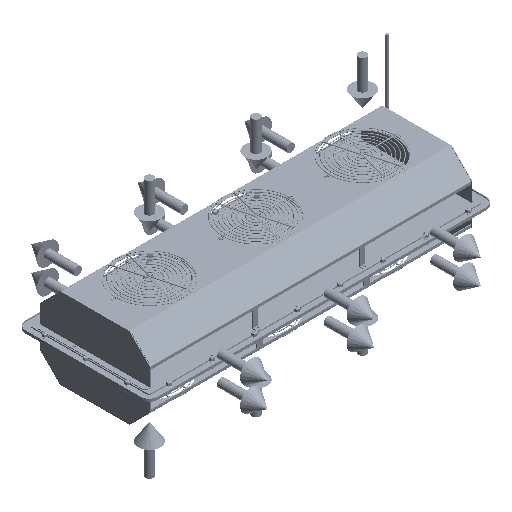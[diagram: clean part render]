
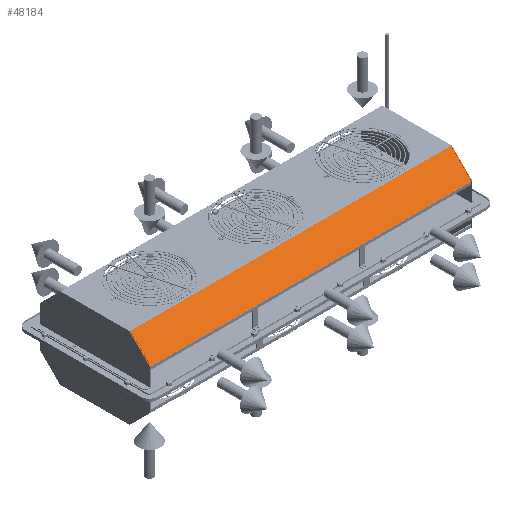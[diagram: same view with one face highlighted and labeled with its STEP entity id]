
A CAD part, isometric view. The second image highlights one B-rep face of the part: STEP entity #48184.
In plain terms, the highlighted planar face has unit normal (0, -0.707, 0.707).
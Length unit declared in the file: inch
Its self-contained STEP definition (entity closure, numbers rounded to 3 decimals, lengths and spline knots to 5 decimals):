
#436 = ORIENTED_EDGE ( 'NONE', *, *, #36725, .F. ) ;
#564 = CARTESIAN_POINT ( 'NONE',  ( -7.24641, 13.96418, 29.54456 ) ) ;
#599 = FACE_OUTER_BOUND ( 'NONE', #39462, .T. ) ;
#719 = CARTESIAN_POINT ( 'NONE',  ( -7.16391, 13.98612, 29.5665 ) ) ;
#891 = VERTEX_POINT ( 'NONE', #34947 ) ;
#1285 = CARTESIAN_POINT ( 'NONE',  ( -7.68391, 12.11112, 27.6915 ) ) ;
#1352 = LINE ( 'NONE', #1285, #53823 ) ;
#2201 = CARTESIAN_POINT ( 'NONE',  ( -7.16391, 13.92362, 29.504 ) ) ;
#2493 = DIRECTION ( 'NONE',  ( 0., -0.707, -0.707 ) ) ;
#2821 = ORIENTED_EDGE ( 'NONE', *, *, #25894, .F. ) ;
#3754 = EDGE_CURVE ( 'NONE', #61704, #47502, #29009, .T. ) ;
#4409 = EDGE_CURVE ( 'NONE', #11293, #9806, #63518, .T. ) ;
#4841 = CARTESIAN_POINT ( 'NONE',  ( -7.68391, 12.11112, 27.6915 ) ) ;
#7221 = ORIENTED_EDGE ( 'NONE', *, *, #43014, .F. ) ;
#7257 = EDGE_CURVE ( 'NONE', #29751, #62048, #27474, .T. ) ;
#7723 = CARTESIAN_POINT ( 'NONE',  ( 21.87959, 12.11991, 27.70029 ) ) ;
#8136 = LINE ( 'NONE', #4841, #51681 ) ;
#8612 = VERTEX_POINT ( 'NONE', #19967 ) ;
#9324 = EDGE_CURVE ( 'NONE', #8612, #33409, #28883, .T. ) ;
#9806 = VERTEX_POINT ( 'NONE', #15285 ) ;
#9910 = CARTESIAN_POINT ( 'NONE',  ( -7.23763, 13.97733, 29.55771 ) ) ;
#10807 = CARTESIAN_POINT ( 'NONE',  ( -7.24641, 12.11112, 27.6915 ) ) ;
#11293 = VERTEX_POINT ( 'NONE', #2201 ) ;
#11363 = LINE ( 'NONE', #719, #24623 ) ;
#11760 = VERTEX_POINT ( 'NONE', #9910 ) ;
#12133 = EDGE_CURVE ( 'NONE', #19980, #11760, #68657, .T. ) ;
#12248 = VECTOR ( 'NONE', #28171, 39.37008 ) ;
#12267 = VECTOR ( 'NONE', #37810, 39.37008 ) ;
#12435 = VECTOR ( 'NONE', #23873, 39.37008 ) ;
#13171 = ORIENTED_EDGE ( 'NONE', *, *, #35064, .T. ) ;
#14142 = CARTESIAN_POINT ( 'NONE',  ( -7.16391, 12.11991, 27.70029 ) ) ;
#14970 = CARTESIAN_POINT ( 'NONE',  ( -7.18391, 11.26737, 26.84775 ) ) ;
#15285 = CARTESIAN_POINT ( 'NONE',  ( -7.18391, 13.92362, 29.504 ) ) ;
#15573 = VECTOR ( 'NONE', #57748, 39.37008 ) ;
#15604 = ORIENTED_EDGE ( 'NONE', *, *, #38347, .T. ) ;
#16638 = VECTOR ( 'NONE', #20658, 39.37008 ) ;
#17192 = CARTESIAN_POINT ( 'NONE',  ( -7.23763, 13.97733, 29.55771 ) ) ;
#17221 = CARTESIAN_POINT ( 'NONE',  ( -7.68391, 13.98612, 29.5665 ) ) ;
#18247 = DIRECTION ( 'NONE',  ( -1., 0., 0. ) ) ;
#18437 = ORIENTED_EDGE ( 'NONE', *, *, #12133, .T. ) ;
#19967 = CARTESIAN_POINT ( 'NONE',  ( 21.89959, 13.92362, 29.504 ) ) ;
#19980 = VERTEX_POINT ( 'NONE', #68330 ) ;
#20291 = CARTESIAN_POINT ( 'NONE',  ( 21.96209, 13.95612, 29.5365 ) ) ;
#20658 = DIRECTION ( 'NONE',  ( 0., -0.707, -0.707 ) ) ;
#20882 = ORIENTED_EDGE ( 'NONE', *, *, #37888, .T. ) ;
#22917 = DIRECTION ( 'NONE',  ( 0., 0.707, 0.707 ) ) ;
#23873 = DIRECTION ( 'NONE',  ( 0., 0.707, 0.707 ) ) ;
#24119 = CARTESIAN_POINT ( 'NONE',  ( -7.24641, 13.04862, 28.629 ) ) ;
#24623 = VECTOR ( 'NONE', #40478, 39.37008 ) ;
#25304 = CARTESIAN_POINT ( 'NONE',  ( 21.96209, 12.11112, 27.6915 ) ) ;
#25894 = EDGE_CURVE ( 'NONE', #891, #8612, #57539, .T. ) ;
#26080 = DIRECTION ( 'NONE',  ( -1., 0., 0. ) ) ;
#26825 = CARTESIAN_POINT ( 'NONE',  ( 21.96209, 13.96418, 29.54456 ) ) ;
#27474 = LINE ( 'NONE', #24119, #12435 ) ;
#28171 = DIRECTION ( 'NONE',  ( 0., 0.707, 0.707 ) ) ;
#28883 = LINE ( 'NONE', #67664, #15573 ) ;
#29009 = LINE ( 'NONE', #64904, #57463 ) ;
#29433 = CARTESIAN_POINT ( 'NONE',  ( -7.68391, 13.97733, 29.55771 ) ) ;
#29751 = VERTEX_POINT ( 'NONE', #10807 ) ;
#31664 = ORIENTED_EDGE ( 'NONE', *, *, #7257, .F. ) ;
#31724 = LINE ( 'NONE', #14970, #16638 ) ;
#31985 = EDGE_CURVE ( 'NONE', #33409, #47502, #61226, .T. ) ;
#32524 = CARTESIAN_POINT ( 'NONE',  ( 21.9533, 13.97733, 29.55771 ) ) ;
#32779 = VECTOR ( 'NONE', #2493, 39.37008 ) ;
#33185 = CARTESIAN_POINT ( 'NONE',  ( -7.24641, 13.95612, 29.5365 ) ) ;
#33269 = VECTOR ( 'NONE', #26080, 39.37008 ) ;
#33409 = VERTEX_POINT ( 'NONE', #56239 ) ;
#33989 = EDGE_CURVE ( 'NONE', #56887, #19980, #69450, .T. ) ;
#34947 = CARTESIAN_POINT ( 'NONE',  ( 21.89959, 12.11112, 27.6915 ) ) ;
#35064 = EDGE_CURVE ( 'NONE', #29751, #68541, #8136, .T. ) ;
#36725 = EDGE_CURVE ( 'NONE', #61704, #11293, #11363, .T. ) ;
#37022 = ORIENTED_EDGE ( 'NONE', *, *, #66741, .T. ) ;
#37810 = DIRECTION ( 'NONE',  ( 0., 0.707, 0.707 ) ) ;
#37888 = EDGE_CURVE ( 'NONE', #891, #58363, #1352, .T. ) ;
#38041 = CARTESIAN_POINT ( 'NONE',  ( 21.96209, 13.95612, 29.5365 ) ) ;
#38347 = EDGE_CURVE ( 'NONE', #11760, #62048, #61362, .T. ) ;
#39030 = ORIENTED_EDGE ( 'NONE', *, *, #9324, .F. ) ;
#39462 = EDGE_LOOP ( 'NONE', ( #436, #44485, #45957, #39030, #2821, #20882, #37022, #56364, #18437, #15604, #31664, #13171, #7221, #48430 ) ) ;
#40315 = CARTESIAN_POINT ( 'NONE',  ( -7.24641, 13.95612, 29.5365 ) ) ;
#40478 = DIRECTION ( 'NONE',  ( 0., 0.707, 0.707 ) ) ;
#42468 = LINE ( 'NONE', #71852, #12267 ) ;
#43014 = EDGE_CURVE ( 'NONE', #9806, #68541, #31724, .T. ) ;
#44485 = ORIENTED_EDGE ( 'NONE', *, *, #3754, .T. ) ;
#45765 = CARTESIAN_POINT ( 'NONE',  ( -7.24333, 13.97163, 29.55201 ) ) ;
#45937 = DIRECTION ( 'NONE',  ( 1., 0., 0. ) ) ;
#45957 = ORIENTED_EDGE ( 'NONE', *, *, #31985, .F. ) ;
#47502 = VERTEX_POINT ( 'NONE', #7723 ) ;
#47716 = CARTESIAN_POINT ( 'NONE',  ( 21.87959, 13.98612, 29.5665 ) ) ;
#48184 = ADVANCED_FACE ( 'NONE', ( #599 ), #56728, .F. ) ;
#48430 = ORIENTED_EDGE ( 'NONE', *, *, #4409, .F. ) ;
#51681 = VECTOR ( 'NONE', #56471, 39.37008 ) ;
#53823 = VECTOR ( 'NONE', #45937, 39.37008 ) ;
#55344 = VECTOR ( 'NONE', #18247, 39.37008 ) ;
#56239 = CARTESIAN_POINT ( 'NONE',  ( 21.87959, 13.92362, 29.504 ) ) ;
#56364 = ORIENTED_EDGE ( 'NONE', *, *, #33989, .T. ) ;
#56471 = DIRECTION ( 'NONE',  ( 1., 0., 0. ) ) ;
#56511 = CARTESIAN_POINT ( 'NONE',  ( 21.89959, 13.01737, 28.59775 ) ) ;
#56728 = PLANE ( 'NONE',  #57995 ) ;
#56887 = VERTEX_POINT ( 'NONE', #20291 ) ;
#56978 = DIRECTION ( 'NONE',  ( 0., 0.707, -0.707 ) ) ;
#57463 = VECTOR ( 'NONE', #59466, 39.37008 ) ;
#57539 = LINE ( 'NONE', #56511, #12248 ) ;
#57748 = DIRECTION ( 'NONE',  ( -1., 0., 0. ) ) ;
#57995 = AXIS2_PLACEMENT_3D ( 'NONE', #17221, #56978, #22917 ) ;
#58363 = VERTEX_POINT ( 'NONE', #25304 ) ;
#58848 = CARTESIAN_POINT ( 'NONE',  ( -7.18391, 12.11112, 27.6915 ) ) ;
#59466 = DIRECTION ( 'NONE',  ( 1., 0., 0. ) ) ;
#60158 = CARTESIAN_POINT ( 'NONE',  ( -7.18391, 13.92362, 29.504 ) ) ;
#61226 = LINE ( 'NONE', #47716, #32779 ) ;
#61362 =( BOUNDED_CURVE ( )  B_SPLINE_CURVE ( 3, ( #17192, #45765, #564, #40315 ),
 .UNSPECIFIED., .F., .T. ) 
 B_SPLINE_CURVE_WITH_KNOTS ( ( 4, 4 ),
 ( 0.7854, 1.5708 ),
 .UNSPECIFIED. ) 
 CURVE ( )  GEOMETRIC_REPRESENTATION_ITEM ( )  RATIONAL_B_SPLINE_CURVE ( ( 1., 0.949, 0.949, 1. ) ) 
 REPRESENTATION_ITEM ( '' )  );
#61704 = VERTEX_POINT ( 'NONE', #14142 ) ;
#62048 = VERTEX_POINT ( 'NONE', #33185 ) ;
#63518 = LINE ( 'NONE', #60158, #33269 ) ;
#64904 = CARTESIAN_POINT ( 'NONE',  ( 21.87959, 12.11991, 27.70029 ) ) ;
#66585 = CARTESIAN_POINT ( 'NONE',  ( 21.959, 13.97163, 29.55201 ) ) ;
#66741 = EDGE_CURVE ( 'NONE', #58363, #56887, #42468, .T. ) ;
#67664 = CARTESIAN_POINT ( 'NONE',  ( -7.18391, 13.92362, 29.504 ) ) ;
#68330 = CARTESIAN_POINT ( 'NONE',  ( 21.9533, 13.97733, 29.55771 ) ) ;
#68541 = VERTEX_POINT ( 'NONE', #58848 ) ;
#68657 = LINE ( 'NONE', #29433, #55344 ) ;
#69450 =( BOUNDED_CURVE ( )  B_SPLINE_CURVE ( 3, ( #38041, #26825, #66585, #32524 ),
 .UNSPECIFIED., .F., .T. ) 
 B_SPLINE_CURVE_WITH_KNOTS ( ( 4, 4 ),
 ( 4.71239, 5.49779 ),
 .UNSPECIFIED. ) 
 CURVE ( )  GEOMETRIC_REPRESENTATION_ITEM ( )  RATIONAL_B_SPLINE_CURVE ( ( 1., 0.949, 0.949, 1. ) ) 
 REPRESENTATION_ITEM ( '' )  );
#71852 = CARTESIAN_POINT ( 'NONE',  ( 21.96209, 13.98612, 29.5665 ) ) ;
